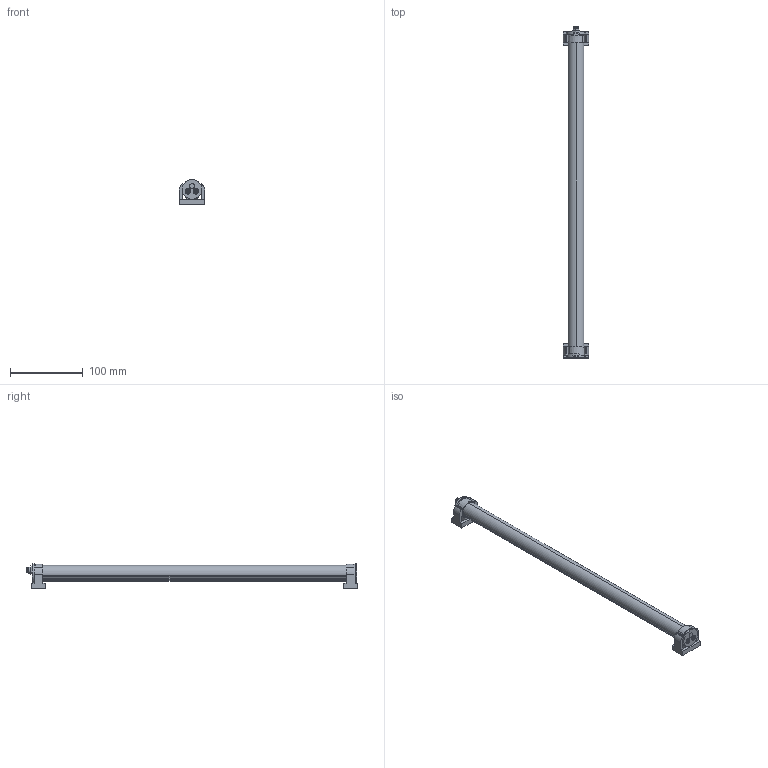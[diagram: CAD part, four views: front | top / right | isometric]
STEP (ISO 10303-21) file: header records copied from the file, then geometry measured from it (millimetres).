
FILE_DESCRIPTION(('CATIA V5 STEP Exchange','CAx-IF Rec.Pracs.--- Model Styling and Organization---1.4--- 2014-01-23'),'2;1');
FILE_NAME ('1483052-1_0', '2022-11-07T14:00:57+00:00', ('none'), ('Weidmueller'), 'CATIA Version 5-6 Release 2016 SP3 HF44', 'CATIA V5 STEP AP214', 'none');
FILE_SCHEMA(('AUTOMOTIVE_DESIGN { 1 0 10303 214 1 1 1 1 }'));
Length unit declared in the file: millimetre
Products named in the file (1): 2899760000
Bounding box: 35 x 457.02 x 34.07 mm (x, y, z)
Volume: 178579.9 mm3; surface area: 47978.8 mm2
Topology: 4 solids, 4 shells, 604 faces, 1828 edges, 1216 vertices
Faces by surface type: cylinder 232, cone 164, plane 152, bspline 36, sphere 16, torus 4
Entity records: 23784 total; most frequent: CARTESIAN_POINT 9041, ORIENTED_EDGE 3624, DIRECTION 2195, EDGE_CURVE 1812, VERTEX_POINT 1216, AXIS2_PLACEMENT_3D 1042, B_SPLINE_CURVE_WITH_KNOTS 693, EDGE_LOOP 628
